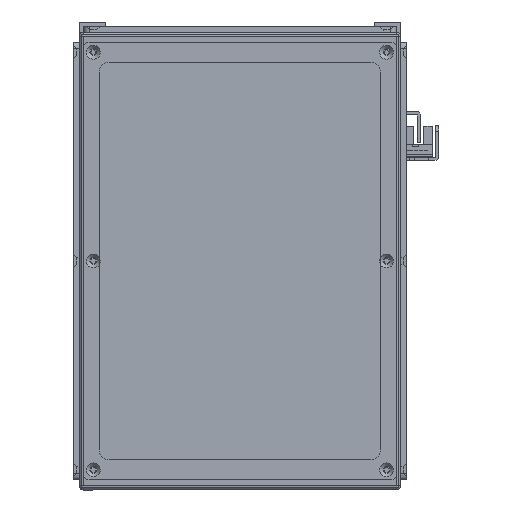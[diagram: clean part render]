
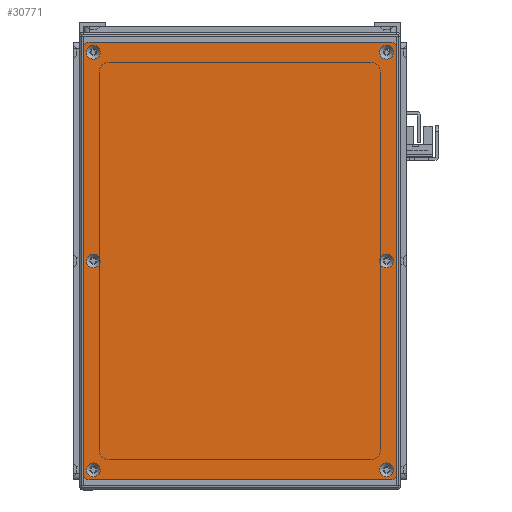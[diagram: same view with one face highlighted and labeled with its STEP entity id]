
A CAD part, front view. The second image highlights one B-rep face of the part: STEP entity #30771.
In plain terms, the highlighted planar face has unit normal (0, -1, 0).
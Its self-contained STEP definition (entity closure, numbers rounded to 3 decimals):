
#584=FACE_BOUND('',#6867,.T.);
#585=FACE_BOUND('',#6868,.T.);
#586=FACE_BOUND('',#6869,.T.);
#587=FACE_BOUND('',#6870,.T.);
#588=FACE_BOUND('',#6871,.T.);
#589=FACE_BOUND('',#6872,.T.);
#2144=PLANE('',#34176);
#4894=FACE_OUTER_BOUND('',#6866,.T.);
#6866=EDGE_LOOP('',(#28961,#28962,#28963,#28964,#28965,#28966,#28967,#28968));
#6867=EDGE_LOOP('',(#28969));
#6868=EDGE_LOOP('',(#28970));
#6869=EDGE_LOOP('',(#28971));
#6870=EDGE_LOOP('',(#28972));
#6871=EDGE_LOOP('',(#28973));
#6872=EDGE_LOOP('',(#28974));
#9316=LINE('',#55040,#11753);
#9317=LINE('',#55044,#11754);
#9318=LINE('',#55048,#11755);
#9319=LINE('',#55051,#11756);
#11753=VECTOR('',#42690,10.);
#11754=VECTOR('',#42693,10.);
#11755=VECTOR('',#42696,10.);
#11756=VECTOR('',#42699,10.);
#13173=CIRCLE('',#34144,3.45);
#13176=CIRCLE('',#34149,3.45);
#13179=CIRCLE('',#34154,3.45);
#13182=CIRCLE('',#34159,3.45);
#13185=CIRCLE('',#34164,3.45);
#13188=CIRCLE('',#34169,3.45);
#13191=CIRCLE('',#34174,3.);
#13193=CIRCLE('',#34177,3.);
#13194=CIRCLE('',#34178,3.);
#13195=CIRCLE('',#34179,3.);
#16052=VERTEX_POINT('',#54970);
#16055=VERTEX_POINT('',#54980);
#16058=VERTEX_POINT('',#54990);
#16061=VERTEX_POINT('',#55000);
#16064=VERTEX_POINT('',#55010);
#16067=VERTEX_POINT('',#55020);
#16070=VERTEX_POINT('',#55030);
#16071=VERTEX_POINT('',#55031);
#16074=VERTEX_POINT('',#55039);
#16075=VERTEX_POINT('',#55041);
#16076=VERTEX_POINT('',#55043);
#16077=VERTEX_POINT('',#55045);
#16078=VERTEX_POINT('',#55047);
#16079=VERTEX_POINT('',#55049);
#20347=EDGE_CURVE('',#16052,#16052,#13173,.T.);
#20352=EDGE_CURVE('',#16055,#16055,#13176,.T.);
#20357=EDGE_CURVE('',#16058,#16058,#13179,.T.);
#20362=EDGE_CURVE('',#16061,#16061,#13182,.T.);
#20367=EDGE_CURVE('',#16064,#16064,#13185,.T.);
#20372=EDGE_CURVE('',#16067,#16067,#13188,.T.);
#20377=EDGE_CURVE('',#16070,#16071,#13191,.T.);
#20381=EDGE_CURVE('',#16070,#16074,#9316,.T.);
#20382=EDGE_CURVE('',#16075,#16074,#13193,.T.);
#20383=EDGE_CURVE('',#16075,#16076,#9317,.T.);
#20384=EDGE_CURVE('',#16077,#16076,#13194,.T.);
#20385=EDGE_CURVE('',#16077,#16078,#9318,.T.);
#20386=EDGE_CURVE('',#16079,#16078,#13195,.T.);
#20387=EDGE_CURVE('',#16079,#16071,#9319,.T.);
#28961=ORIENTED_EDGE('',*,*,#20377,.F.);
#28962=ORIENTED_EDGE('',*,*,#20381,.T.);
#28963=ORIENTED_EDGE('',*,*,#20382,.F.);
#28964=ORIENTED_EDGE('',*,*,#20383,.T.);
#28965=ORIENTED_EDGE('',*,*,#20384,.F.);
#28966=ORIENTED_EDGE('',*,*,#20385,.T.);
#28967=ORIENTED_EDGE('',*,*,#20386,.F.);
#28968=ORIENTED_EDGE('',*,*,#20387,.T.);
#28969=ORIENTED_EDGE('',*,*,#20347,.T.);
#28970=ORIENTED_EDGE('',*,*,#20352,.T.);
#28971=ORIENTED_EDGE('',*,*,#20357,.T.);
#28972=ORIENTED_EDGE('',*,*,#20362,.T.);
#28973=ORIENTED_EDGE('',*,*,#20367,.T.);
#28974=ORIENTED_EDGE('',*,*,#20372,.T.);
#30771=ADVANCED_FACE('',(#4894,#584,#585,#586,#587,#588,#589),#2144,.T.);
#34144=AXIS2_PLACEMENT_3D('',#54971,#42610,#42611);
#34149=AXIS2_PLACEMENT_3D('',#54981,#42622,#42623);
#34154=AXIS2_PLACEMENT_3D('',#54991,#42634,#42635);
#34159=AXIS2_PLACEMENT_3D('',#55001,#42646,#42647);
#34164=AXIS2_PLACEMENT_3D('',#55011,#42658,#42659);
#34169=AXIS2_PLACEMENT_3D('',#55021,#42670,#42671);
#34174=AXIS2_PLACEMENT_3D('',#55032,#42682,#42683);
#34176=AXIS2_PLACEMENT_3D('',#55038,#42688,#42689);
#34177=AXIS2_PLACEMENT_3D('',#55042,#42691,#42692);
#34178=AXIS2_PLACEMENT_3D('',#55046,#42694,#42695);
#34179=AXIS2_PLACEMENT_3D('',#55050,#42697,#42698);
#42610=DIRECTION('center_axis',(0.,1.,0.));
#42611=DIRECTION('ref_axis',(1.,0.,0.));
#42622=DIRECTION('center_axis',(0.,1.,0.));
#42623=DIRECTION('ref_axis',(1.,0.,0.));
#42634=DIRECTION('center_axis',(0.,1.,0.));
#42635=DIRECTION('ref_axis',(1.,0.,0.));
#42646=DIRECTION('center_axis',(0.,1.,0.));
#42647=DIRECTION('ref_axis',(1.,0.,0.));
#42658=DIRECTION('center_axis',(0.,1.,0.));
#42659=DIRECTION('ref_axis',(1.,0.,0.));
#42670=DIRECTION('center_axis',(0.,1.,0.));
#42671=DIRECTION('ref_axis',(1.,0.,0.));
#42682=DIRECTION('center_axis',(0.,1.,0.));
#42683=DIRECTION('ref_axis',(-0.707,0.,0.707));
#42688=DIRECTION('center_axis',(0.,-1.,0.));
#42689=DIRECTION('ref_axis',(0.,0.,-1.));
#42690=DIRECTION('',(0.,0.,-1.));
#42691=DIRECTION('center_axis',(0.,1.,0.));
#42692=DIRECTION('ref_axis',(-0.707,0.,-0.707));
#42693=DIRECTION('',(1.,0.,0.));
#42694=DIRECTION('center_axis',(0.,1.,0.));
#42695=DIRECTION('ref_axis',(0.707,0.,-0.707));
#42696=DIRECTION('',(0.,0.,1.));
#42697=DIRECTION('center_axis',(0.,1.,0.));
#42698=DIRECTION('ref_axis',(0.707,0.,0.707));
#42699=DIRECTION('',(-1.,0.,0.));
#54970=CARTESIAN_POINT('',(100.55,-1.5,73.));
#54971=CARTESIAN_POINT('Origin',(104.,-1.5,73.));
#54980=CARTESIAN_POINT('',(-107.45,-1.5,-73.));
#54981=CARTESIAN_POINT('Origin',(-104.,-1.5,-73.));
#54990=CARTESIAN_POINT('',(-3.45,-1.5,73.));
#54991=CARTESIAN_POINT('Origin',(0.,-1.5,73.));
#55000=CARTESIAN_POINT('',(-3.45,-1.5,-73.));
#55001=CARTESIAN_POINT('Origin',(0.,-1.5,-73.));
#55010=CARTESIAN_POINT('',(-107.45,-1.5,73.));
#55011=CARTESIAN_POINT('Origin',(-104.,-1.5,73.));
#55020=CARTESIAN_POINT('',(100.55,-1.5,-73.));
#55021=CARTESIAN_POINT('Origin',(104.,-1.5,-73.));
#55030=CARTESIAN_POINT('',(-109.,-1.5,75.));
#55031=CARTESIAN_POINT('',(-106.,-1.5,78.));
#55032=CARTESIAN_POINT('Origin',(-106.,-1.5,75.));
#55038=CARTESIAN_POINT('Origin',(0.,-1.5,0.));
#55039=CARTESIAN_POINT('',(-109.,-1.5,-75.));
#55040=CARTESIAN_POINT('',(-109.,-1.5,78.));
#55041=CARTESIAN_POINT('',(-106.,-1.5,-78.));
#55042=CARTESIAN_POINT('Origin',(-106.,-1.5,-75.));
#55043=CARTESIAN_POINT('',(106.,-1.5,-78.));
#55044=CARTESIAN_POINT('',(-109.,-1.5,-78.));
#55045=CARTESIAN_POINT('',(109.,-1.5,-75.));
#55046=CARTESIAN_POINT('Origin',(106.,-1.5,-75.));
#55047=CARTESIAN_POINT('',(109.,-1.5,75.));
#55048=CARTESIAN_POINT('',(109.,-1.5,-78.));
#55049=CARTESIAN_POINT('',(106.,-1.5,78.));
#55050=CARTESIAN_POINT('Origin',(106.,-1.5,75.));
#55051=CARTESIAN_POINT('',(109.,-1.5,78.));
